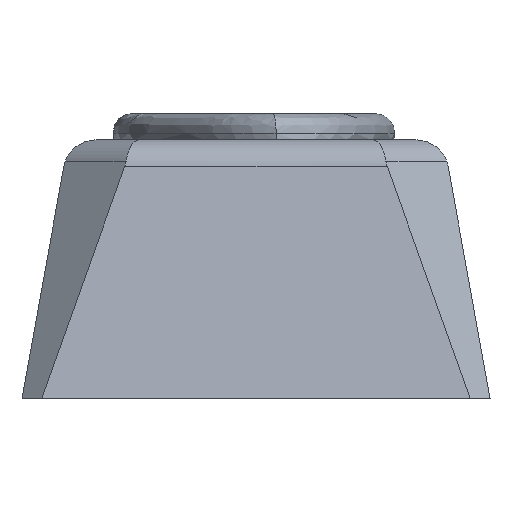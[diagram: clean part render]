
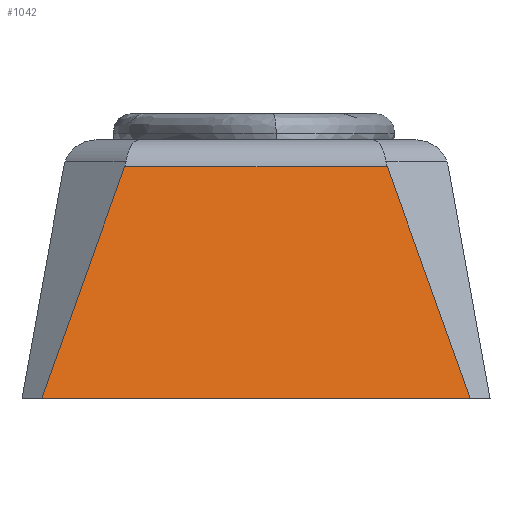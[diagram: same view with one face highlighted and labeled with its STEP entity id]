
A CAD part, left-side view. The second image highlights one B-rep face of the part: STEP entity #1042.
In plain terms, the highlighted planar face has unit normal (-0.984, 0, 0.177).
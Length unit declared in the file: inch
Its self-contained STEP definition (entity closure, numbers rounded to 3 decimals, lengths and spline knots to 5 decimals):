
#70=PLANE('',#1124);
#151=FACE_OUTER_BOUND('',#215,.T.);
#215=EDGE_LOOP('',(#956,#957,#958,#959));
#290=LINE('',#2982,#385);
#308=LINE('',#3046,#403);
#312=LINE('',#3053,#407);
#313=LINE('',#3055,#408);
#385=VECTOR('',#1275,0.3937);
#403=VECTOR('',#1345,0.3937);
#407=VECTOR('',#1353,0.3937);
#408=VECTOR('',#1356,0.3937);
#507=VERTEX_POINT('',#2979);
#508=VERTEX_POINT('',#2981);
#527=VERTEX_POINT('',#3043);
#528=VERTEX_POINT('',#3045);
#639=EDGE_CURVE('',#507,#508,#290,.T.);
#671=EDGE_CURVE('',#528,#527,#308,.T.);
#675=EDGE_CURVE('',#528,#507,#312,.T.);
#676=EDGE_CURVE('',#527,#508,#313,.T.);
#956=ORIENTED_EDGE('',*,*,#639,.F.);
#957=ORIENTED_EDGE('',*,*,#675,.F.);
#958=ORIENTED_EDGE('',*,*,#671,.T.);
#959=ORIENTED_EDGE('',*,*,#676,.T.);
#1042=ADVANCED_FACE('',(#151),#70,.T.);
#1124=AXIS2_PLACEMENT_3D('',#3054,#1354,#1355);
#1275=DIRECTION('',(0.,-1.,0.));
#1345=DIRECTION('',(0.,-1.,0.));
#1353=DIRECTION('',(0.167,-0.332,0.928));
#1354=DIRECTION('center_axis',(-0.984,0.,
0.177));
#1355=DIRECTION('ref_axis',(0.177,0.,0.984));
#1356=DIRECTION('',(0.167,0.332,0.928));
#2979=CARTESIAN_POINT('',(-0.33209,0.01066,0.35257));
#2981=CARTESIAN_POINT('',(-0.33209,-0.3894,0.35257));
#2982=CARTESIAN_POINT('',(-0.33209,-0.02622,0.35257));
#3043=CARTESIAN_POINT('',(-0.39567,-0.51567,0.));
#3045=CARTESIAN_POINT('',(-0.39567,0.13693,0.));
#3046=CARTESIAN_POINT('',(-0.39567,0.13693,0.));
#3053=CARTESIAN_POINT('',(-0.39567,0.13693,0.));
#3054=CARTESIAN_POINT('Origin',(-0.39567,0.13693,0.));
#3055=CARTESIAN_POINT('',(-0.39567,-0.51567,0.));
